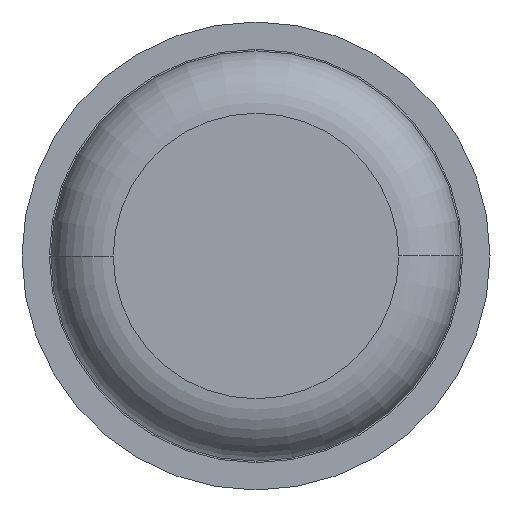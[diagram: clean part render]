
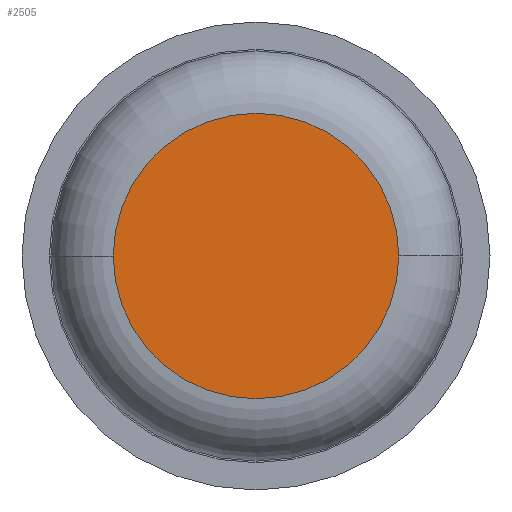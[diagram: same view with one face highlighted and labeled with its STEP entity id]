
A CAD part, front view. The second image highlights one B-rep face of the part: STEP entity #2505.
In plain terms, the highlighted planar face has unit normal (0, -1, 0).
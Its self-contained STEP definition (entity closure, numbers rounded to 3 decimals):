
#13 = VERTEX_POINT ( 'NONE', #2616 ) ;
#161 = EDGE_CURVE ( 'Defeature ausgef�hrt1_6+Defeature ausgef�hrt1_7+Defeature ausgef�hrt1_7+Defeature ausgef�hrt1_7', #1547, #13, #722, .T. ) ;
#415 = ORIENTED_EDGE ( 'NONE', *, *, #1227, .T. ) ;
#548 = DIRECTION ( 'NONE',  ( -1., 0., 0. ) ) ;
#722 = CIRCLE ( 'NONE', #939, 0.915 ) ;
#760 = PLANE ( 'NONE',  #4078 ) ;
#939 = AXIS2_PLACEMENT_3D ( 'NONE', #2142, #2506, #548 ) ;
#1065 = DIRECTION ( 'NONE',  ( -1., 0., 0. ) ) ;
#1227 = EDGE_CURVE ( 'Defeature ausgef�hrt1_6+Defeature ausgef�hrt1_7+Defeature ausgef�hrt1_7+Defeature ausgef�hrt1_7', #13, #1547, #3568, .T. ) ;
#1486 = ORIENTED_EDGE ( 'NONE', *, *, #161, .T. ) ;
#1547 = VERTEX_POINT ( 'NONE', #4081 ) ;
#2142 = CARTESIAN_POINT ( 'NONE',  ( 0., 0., 0. ) ) ;
#2188 = DIRECTION ( 'NONE',  ( -1., 0., 0. ) ) ;
#2327 = EDGE_LOOP ( 'NONE', ( #1486, #415 ) ) ;
#2388 = DIRECTION ( 'NONE',  ( 0., 1., 0. ) ) ;
#2471 = CARTESIAN_POINT ( 'NONE',  ( 0., 0., 0. ) ) ;
#2505 = ADVANCED_FACE ( 'Defeature ausgef�hrt1_6', ( #3314 ), #760, .F. ) ;
#2506 = DIRECTION ( 'NONE',  ( 0., -1., 0. ) ) ;
#2616 = CARTESIAN_POINT ( 'NONE',  ( 0.915, 0., 0. ) ) ;
#2688 = CARTESIAN_POINT ( 'NONE',  ( 0., 0., 0. ) ) ;
#2807 = DIRECTION ( 'NONE',  ( 0., -1., 0. ) ) ;
#3275 = AXIS2_PLACEMENT_3D ( 'NONE', #2471, #2807, #2188 ) ;
#3314 = FACE_OUTER_BOUND ( 'NONE', #2327, .T. ) ;
#3568 = CIRCLE ( 'NONE', #3275, 0.915 ) ;
#4078 = AXIS2_PLACEMENT_3D ( 'NONE', #2688, #2388, #1065 ) ;
#4081 = CARTESIAN_POINT ( 'NONE',  ( -0.915, 0., 0. ) ) ;
